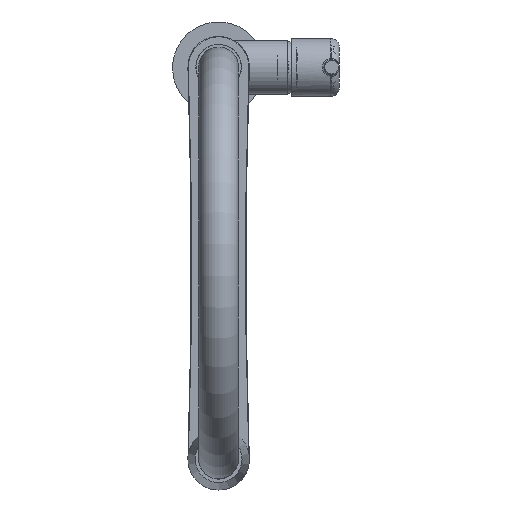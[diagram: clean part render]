
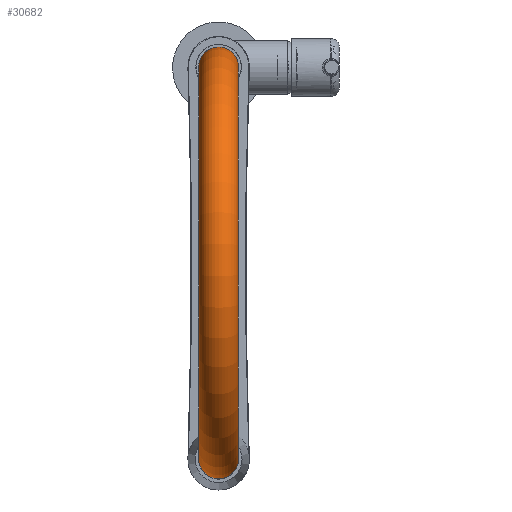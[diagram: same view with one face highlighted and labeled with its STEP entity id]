
A CAD part, top view. The second image highlights one B-rep face of the part: STEP entity #30682.
In plain terms, the highlighted toroidal (fillet/blend) face has major radius 115 mm and minor radius 11.5 mm.
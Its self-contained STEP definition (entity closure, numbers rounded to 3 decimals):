
#1147 = ORIENTED_EDGE ( 'NONE', *, *, #2601, .F. ) ;
#2601 = EDGE_CURVE ( 'NONE', #31298, #31298, #7928, .T. ) ;
#3346 = VERTEX_POINT ( 'NONE', #5842 ) ;
#4323 = AXIS2_PLACEMENT_3D ( 'NONE', #10927, #28672, #6034 ) ;
#5519 = CARTESIAN_POINT ( 'NONE',  ( -11.5, -230., 423.67 ) ) ;
#5842 = CARTESIAN_POINT ( 'NONE',  ( -11.5, 0., 423.67 ) ) ;
#6034 = DIRECTION ( 'NONE',  ( -1., 0., 0. ) ) ;
#6606 = DIRECTION ( 'NONE',  ( 0., 0., -1. ) ) ;
#7853 = EDGE_LOOP ( 'NONE', ( #1147 ) ) ;
#7928 = CIRCLE ( 'NONE', #30511, 11.5 ) ;
#9330 = CARTESIAN_POINT ( 'NONE',  ( 0., -230., 423.67 ) ) ;
#9553 = CARTESIAN_POINT ( 'NONE',  ( 0., -115., 423.67 ) ) ;
#9661 = DIRECTION ( 'NONE',  ( 1., 0., 0. ) ) ;
#10927 = CARTESIAN_POINT ( 'NONE',  ( 0., 0., 423.67 ) ) ;
#11329 = FACE_OUTER_BOUND ( 'NONE', #14036, .T. ) ;
#14036 = EDGE_LOOP ( 'NONE', ( #20067 ) ) ;
#15299 = TOROIDAL_SURFACE ( 'NONE', #18846, 115., 11.5 ) ;
#16268 = EDGE_CURVE ( 'NONE', #3346, #3346, #30780, .T. ) ;
#17223 = DIRECTION ( 'NONE',  ( 0., 1., 0. ) ) ;
#18846 = AXIS2_PLACEMENT_3D ( 'NONE', #9553, #9661, #17223 ) ;
#20067 = ORIENTED_EDGE ( 'NONE', *, *, #16268, .T. ) ;
#26823 = DIRECTION ( 'NONE',  ( -1., 0., 0. ) ) ;
#28672 = DIRECTION ( 'NONE',  ( 0., 0., 1. ) ) ;
#30511 = AXIS2_PLACEMENT_3D ( 'NONE', #9330, #6606, #26823 ) ;
#30682 = ADVANCED_FACE ( 'NONE', ( #30684, #11329 ), #15299, .T. ) ;
#30684 = FACE_OUTER_BOUND ( 'NONE', #7853, .T. ) ;
#30780 = CIRCLE ( 'NONE', #4323, 11.5 ) ;
#31298 = VERTEX_POINT ( 'NONE', #5519 ) ;
